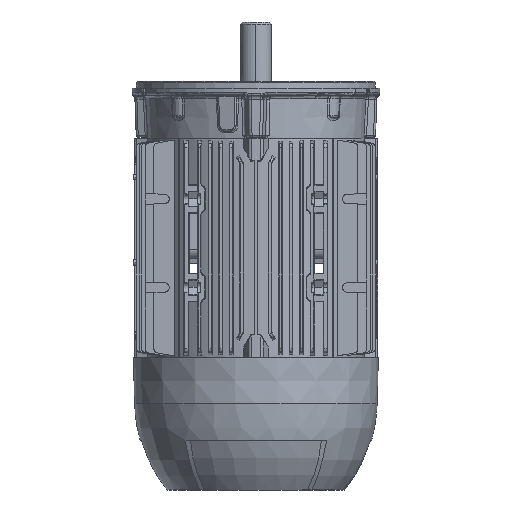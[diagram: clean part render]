
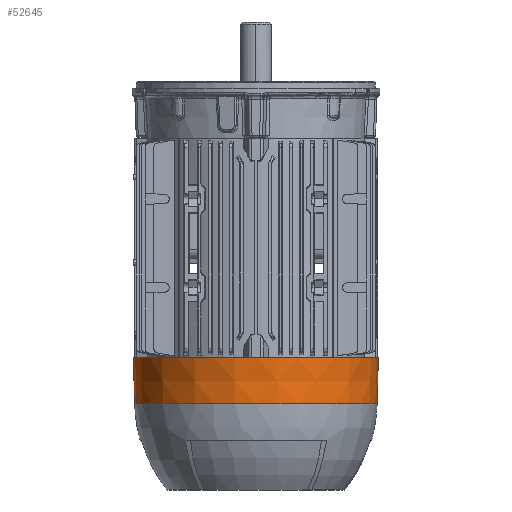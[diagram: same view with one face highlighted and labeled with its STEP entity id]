
A CAD part, front view. The second image highlights one B-rep face of the part: STEP entity #52645.
In plain terms, the highlighted conical face has half-angle 1.5 degrees and reference radius 110.35 mm.
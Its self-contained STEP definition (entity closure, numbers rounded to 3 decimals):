
#629 = CARTESIAN_POINT ( 'NONE',  ( -110.761, 0., -167.5 ) ) ;
#5474 = EDGE_CURVE ( 'NONE', #46053, #34247, #7810, .T. ) ;
#5819 = AXIS2_PLACEMENT_3D ( 'NONE', #49230, #72065, #10345 ) ;
#6023 = DIRECTION ( 'NONE',  ( 0., 0., 1. ) ) ;
#7810 = CIRCLE ( 'NONE', #67557, 110.761 ) ;
#8427 = DIRECTION ( 'NONE',  ( 1., 0., 0. ) ) ;
#8773 = CARTESIAN_POINT ( 'NONE',  ( 110.35, 0., -183.2 ) ) ;
#8788 = DIRECTION ( 'NONE',  ( 0., 0., 1. ) ) ;
#10345 = DIRECTION ( 'NONE',  ( 1., 0., 0. ) ) ;
#11722 = CARTESIAN_POINT ( 'NONE',  ( -109.669, 0., -209.2 ) ) ;
#12568 = CARTESIAN_POINT ( 'NONE',  ( 110.761, 0., -167.5 ) ) ;
#14396 = VERTEX_POINT ( 'NONE', #11722 ) ;
#15158 = DIRECTION ( 'NONE',  ( -0.026, 0., 1. ) ) ;
#24505 = CARTESIAN_POINT ( 'NONE',  ( 0., 0., -167.5 ) ) ;
#26170 = VERTEX_POINT ( 'NONE', #57808 ) ;
#28831 = CARTESIAN_POINT ( 'NONE',  ( 0., 0., -209.2 ) ) ;
#29731 = VECTOR ( 'NONE', #31588, 1000. ) ;
#31588 = DIRECTION ( 'NONE',  ( 0.026, 0., 1. ) ) ;
#32371 = ORIENTED_EDGE ( 'NONE', *, *, #45534, .F. ) ;
#32502 = ORIENTED_EDGE ( 'NONE', *, *, #53017, .T. ) ;
#34247 = VERTEX_POINT ( 'NONE', #12568 ) ;
#34425 = DIRECTION ( 'NONE',  ( 1., 0., 0. ) ) ;
#36987 = EDGE_LOOP ( 'NONE', ( #32371, #53885, #32502, #44582 ) ) ;
#44582 = ORIENTED_EDGE ( 'NONE', *, *, #5474, .F. ) ;
#45534 = EDGE_CURVE ( 'NONE', #14396, #46053, #64159, .T. ) ;
#46053 = VERTEX_POINT ( 'NONE', #629 ) ;
#48423 = CARTESIAN_POINT ( 'NONE',  ( -110.35, 0., -183.2 ) ) ;
#49230 = CARTESIAN_POINT ( 'NONE',  ( 0., 0., -183.2 ) ) ;
#52645 = ADVANCED_FACE ( 'NONE', ( #72819 ), #58340, .T. ) ;
#53017 = EDGE_CURVE ( 'NONE', #26170, #34247, #65626, .T. ) ;
#53885 = ORIENTED_EDGE ( 'NONE', *, *, #63344, .T. ) ;
#55919 = CIRCLE ( 'NONE', #59478, 109.669 ) ;
#57808 = CARTESIAN_POINT ( 'NONE',  ( 109.669, 0., -209.2 ) ) ;
#58340 = CONICAL_SURFACE ( 'NONE', #5819, 110.35, 0.026 ) ;
#59478 = AXIS2_PLACEMENT_3D ( 'NONE', #28831, #6023, #34425 ) ;
#62705 = VECTOR ( 'NONE', #15158, 1000. ) ;
#63344 = EDGE_CURVE ( 'NONE', #14396, #26170, #55919, .T. ) ;
#64159 = LINE ( 'NONE', #48423, #62705 ) ;
#65626 = LINE ( 'NONE', #8773, #29731 ) ;
#67557 = AXIS2_PLACEMENT_3D ( 'NONE', #24505, #8788, #8427 ) ;
#72065 = DIRECTION ( 'NONE',  ( 0., 0., 1. ) ) ;
#72819 = FACE_OUTER_BOUND ( 'NONE', #36987, .T. ) ;
